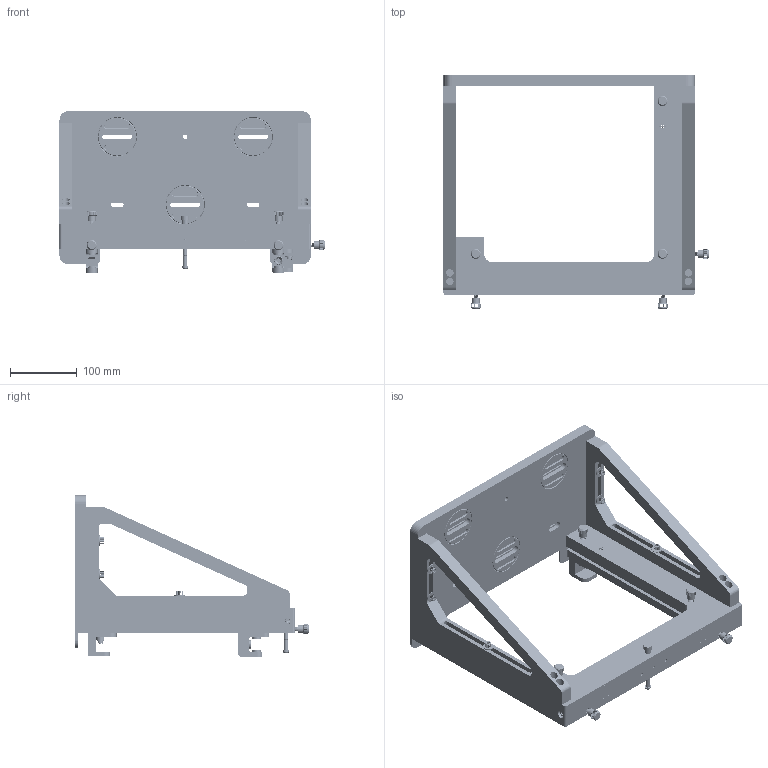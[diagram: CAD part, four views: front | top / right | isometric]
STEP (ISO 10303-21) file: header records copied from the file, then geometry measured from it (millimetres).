
FILE_DESCRIPTION (( 'STEP AP214' ), '1' );
FILE_NAME ('FP9-H600_A.STEP', '2023-10-09T16:23:11', ( '' ), ( '' ), 'SwSTEP 2.0', 'SolidWorks 2022', '' );
FILE_SCHEMA (( 'AUTOMOTIVE_DESIGN' ));
Length unit declared in the file: inch
Products named in the file (1): FP9-H600_A
Bounding box: 396.42 x 348.68 x 241.23 mm (x, y, z)
Surface area: 543325.7 mm2 (no closed solid volume)
Topology: 0 solids, 101 shells, 2985 faces, 12702 edges, 9436 vertices
Faces by surface type: cylinder 1914, plane 904, cone 141, bspline 20, torus 6
Entity records: 191133 total; most frequent: CARTESIAN_POINT 64291, ORIENTED_EDGE 17841, DIRECTION 15866, EDGE_CURVE 12702, VERTEX_POINT 9436, AXIS2_PLACEMENT_3D 5541, VECTOR 4784, LINE 4784
